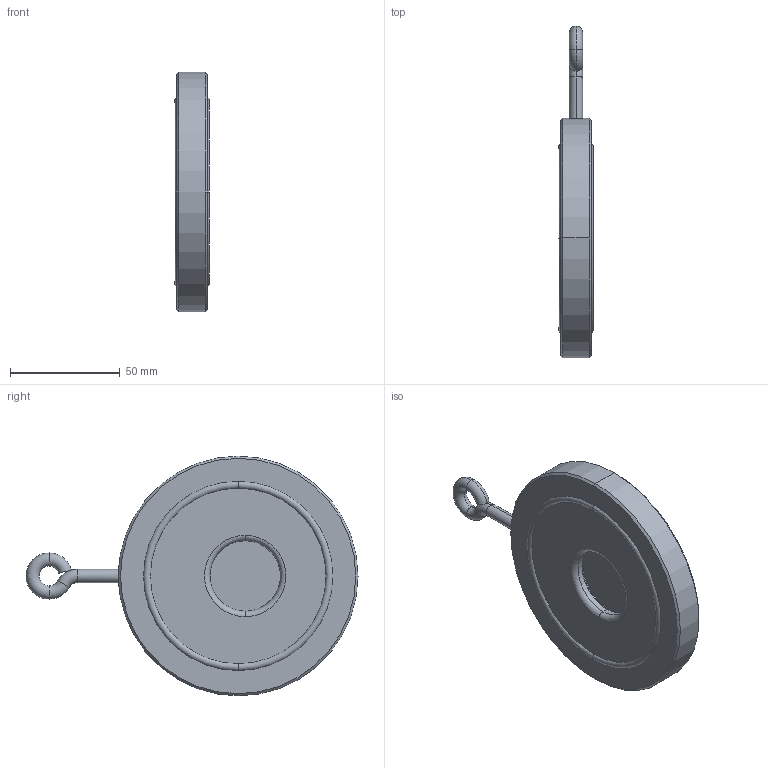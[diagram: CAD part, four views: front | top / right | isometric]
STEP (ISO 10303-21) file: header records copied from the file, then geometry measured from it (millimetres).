
FILE_DESCRIPTION (( 'STEP AP203' ), '1' );
FILE_NAME ('ZRKF-50.STEP', '2013-12-11T08:14:42', ( 'eh' ), ( 'Hewlett-Packard Company' ), 'SwSTEP 2.0', 'SolidWorks 2012', '' );
FILE_SCHEMA (( 'CONFIG_CONTROL_DESIGN' ));
Length unit declared in the file: millimetre
Products named in the file (1): ZRKF-50
Bounding box: 15.79 x 151 x 109 mm (x, y, z)
Volume: 122512.9 mm3; surface area: 28581.5 mm2
Topology: 2 solids, 2 shells, 61 faces, 139 edges, 87 vertices
Faces by surface type: torus 18, cylinder 15, plane 11, cone 10, bspline 7
Entity records: 12806 total; most frequent: CARTESIAN_POINT 11373, DIRECTION 296, ORIENTED_EDGE 274, EDGE_CURVE 137, AXIS2_PLACEMENT_3D 134, VERTEX_POINT 87, CIRCLE 79, EDGE_LOOP 70
